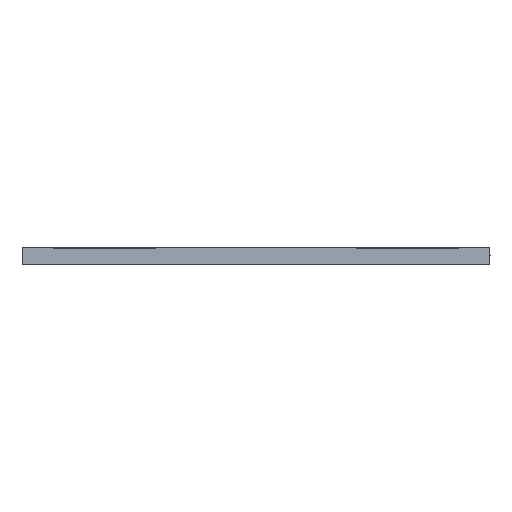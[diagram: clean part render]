
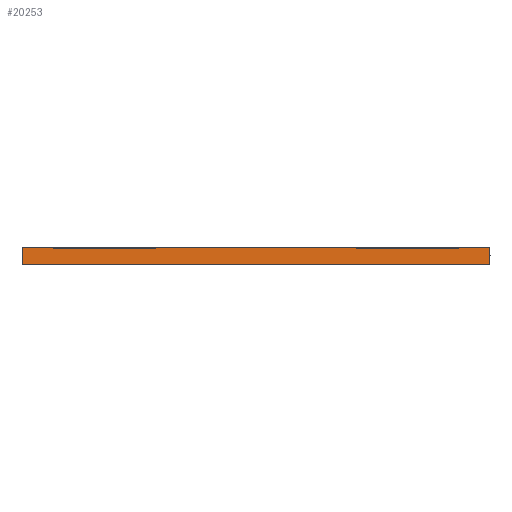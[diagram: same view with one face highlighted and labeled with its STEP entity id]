
A CAD part, top view. The second image highlights one B-rep face of the part: STEP entity #20253.
In plain terms, the highlighted planar face has unit normal (0, 0.035, 0.999).
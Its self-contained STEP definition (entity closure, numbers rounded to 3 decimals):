
#1=CARTESIAN_POINT('',(-550.,-1.967,536.172));
#2=CARTESIAN_POINT('',(-548.751,-1.968,536.172));
#3=CARTESIAN_POINT('',(-522.745,-1.987,536.173));
#4=CARTESIAN_POINT('',(-469.412,-2.022,536.174));
#5=CARTESIAN_POINT('',(-417.328,-2.039,536.174));
#6=CARTESIAN_POINT('',(-390.,-2.039,536.174));
#8=DIRECTION('',(1.,0.,0.));
#9=VECTOR('',#8,289.913);
#10=CARTESIAN_POINT('',(-390.,-2.039,536.174));
#11=LINE('',#10,#9);
#12=CARTESIAN_POINT('',(390.,-2.039,536.174));
#13=CARTESIAN_POINT('',(413.562,-2.039,536.174));
#14=CARTESIAN_POINT('',(460.322,-2.026,536.174));
#15=CARTESIAN_POINT('',(513.655,-1.993,536.173));
#16=CARTESIAN_POINT('',(543.426,-1.972,536.172));
#17=CARTESIAN_POINT('',(550.,-1.967,536.172));
#19=DIRECTION('',(0.,-0.999,0.035));
#20=VECTOR('',#19,38.056);
#21=CARTESIAN_POINT('',(-550.,-1.967,536.172));
#22=LINE('',#21,#20);
#117=DIRECTION('',(1.,0.,0.));
#118=VECTOR('',#117,1100.);
#119=CARTESIAN_POINT('',(-550.,-40.,537.5));
#120=LINE('',#119,#118);
#239=DIRECTION('',(0.,0.999,-0.035));
#240=VECTOR('',#239,38.056);
#241=CARTESIAN_POINT('',(550.,-40.,537.5));
#242=LINE('',#241,#240);
#354=CARTESIAN_POINT('',(390.,-2.039,536.174));
#355=CARTESIAN_POINT('',(387.707,-2.039,536.174));
#356=CARTESIAN_POINT('',(383.022,-2.039,536.174));
#357=CARTESIAN_POINT('',(375.166,-2.038,536.174));
#358=CARTESIAN_POINT('',(368.091,-2.038,536.174));
#359=CARTESIAN_POINT('',(359.85,-2.037,536.174));
#360=CARTESIAN_POINT('',(352.193,-2.036,536.174));
#361=CARTESIAN_POINT('',(343.898,-2.035,536.174));
#362=CARTESIAN_POINT('',(334.925,-2.034,536.174));
#363=CARTESIAN_POINT('',(325.342,-2.032,536.174));
#364=CARTESIAN_POINT('',(316.546,-2.03,536.174));
#365=CARTESIAN_POINT('',(306.827,-2.028,536.174));
#366=CARTESIAN_POINT('',(296.16,-2.025,536.174));
#367=CARTESIAN_POINT('',(286.024,-2.022,536.174));
#368=CARTESIAN_POINT('',(275.436,-2.019,536.174));
#369=CARTESIAN_POINT('',(264.088,-2.016,536.174));
#370=CARTESIAN_POINT('',(251.998,-2.012,536.173));
#371=CARTESIAN_POINT('',(240.723,-2.009,536.173));
#372=CARTESIAN_POINT('',(228.461,-2.005,536.173));
#373=CARTESIAN_POINT('',(215.231,-2.,536.173));
#374=CARTESIAN_POINT('',(202.608,-1.996,536.173));
#375=CARTESIAN_POINT('',(189.501,-1.991,536.173));
#376=CARTESIAN_POINT('',(175.611,-1.987,536.173));
#377=CARTESIAN_POINT('',(160.949,-1.982,536.172));
#378=CARTESIAN_POINT('',(146.805,-1.977,536.172));
#379=CARTESIAN_POINT('',(131.348,-1.972,536.172));
#380=CARTESIAN_POINT('',(116.346,-1.968,536.172));
#381=CARTESIAN_POINT('',(105.575,-1.965,536.172));
#382=CARTESIAN_POINT('',(100.087,-1.964,536.172));
#408=DIRECTION('',(-1.,0.,0.));
#409=VECTOR('',#408,100.087);
#410=CARTESIAN_POINT('',(100.087,-1.964,536.172));
#411=LINE('',#410,#409);
#417=DIRECTION('',(-1.,0.,0.));
#418=VECTOR('',#417,100.087);
#419=CARTESIAN_POINT('',(0.,-1.964,
536.172));
#420=LINE('',#419,#418);
#18465=CARTESIAN_POINT('',(-550.,-1.967,536.172));
#18466=CARTESIAN_POINT('',(-550.,-40.,537.5));
#18467=VERTEX_POINT('',#18465);
#18468=VERTEX_POINT('',#18466);
#18469=VERTEX_POINT('',#6);
#18470=CARTESIAN_POINT('',(-100.087,-1.964,
536.172));
#18471=VERTEX_POINT('',#18470);
#18472=CARTESIAN_POINT('',(0.,-1.964,
536.172));
#18473=VERTEX_POINT('',#18472);
#18474=CARTESIAN_POINT('',(100.087,-1.964,
536.172));
#18475=VERTEX_POINT('',#18474);
#18476=VERTEX_POINT('',#354);
#18477=VERTEX_POINT('',#17);
#18478=CARTESIAN_POINT('',(550.,-40.,537.5));
#18479=VERTEX_POINT('',#18478);
#20228=CARTESIAN_POINT('',(0.,-20.982,536.836));
#20229=DIRECTION('',(0.,0.035,0.999));
#20230=DIRECTION('',(0.,0.999,-0.035));
#20231=AXIS2_PLACEMENT_3D('',#20228,#20229,#20230);
#20232=PLANE('',#20231);
#20234=ORIENTED_EDGE('',*,*,#20233,.F.);
#20236=ORIENTED_EDGE('',*,*,#20235,.T.);
#20238=ORIENTED_EDGE('',*,*,#20237,.T.);
#20240=ORIENTED_EDGE('',*,*,#20239,.F.);
#20242=ORIENTED_EDGE('',*,*,#20241,.F.);
#20244=ORIENTED_EDGE('',*,*,#20243,.F.);
#20246=ORIENTED_EDGE('',*,*,#20245,.T.);
#20248=ORIENTED_EDGE('',*,*,#20247,.F.);
#20250=ORIENTED_EDGE('',*,*,#20249,.F.);
#20251=EDGE_LOOP('',(#20234,#20236,#20238,#20240,#20242,#20244,#20246,#20248,
#20250));
#20252=FACE_OUTER_BOUND('',#20251,.F.);
#20253=ADVANCED_FACE('',(#20252),#20232,.T.);
#7=B_SPLINE_CURVE_WITH_KNOTS('',3,(#1,#2,#3,#4,#5,#6),.UNSPECIFIED.,.F.,.F.,(4,
1,1,4),(0.,0.023,0.488,1.),.UNSPECIFIED.);
#18=B_SPLINE_CURVE_WITH_KNOTS('',3,(#12,#13,#14,#15,#16,#17),.UNSPECIFIED.,.F.,
.F.,(4,1,1,4),(0.,0.442,0.877,1.),.UNSPECIFIED.);
#383=B_SPLINE_CURVE_WITH_KNOTS('',3,(#354,#355,#356,#357,#358,#359,#360,#361,
#362,#363,#364,#365,#366,#367,#368,#369,#370,#371,#372,#373,#374,#375,#376,#377,
#378,#379,#380,#381,#382),.UNSPECIFIED.,.F.,.F.,(4,1,1,1,1,1,1,1,1,1,1,1,1,1,1,
1,1,1,1,1,1,1,1,1,1,1,4),(0.,0.038,0.077,
0.115,0.154,0.192,0.231,
0.269,0.308,0.346,0.385,
0.423,0.462,0.5,0.538,0.577,
0.615,0.654,0.692,0.731,
0.769,0.808,0.846,0.885,
0.923,0.962,1.),.UNSPECIFIED.);
#20233=EDGE_CURVE('',#18467,#18468,#22,.T.);
#20235=EDGE_CURVE('',#18467,#18469,#7,.T.);
#20237=EDGE_CURVE('',#18469,#18471,#11,.T.);
#20239=EDGE_CURVE('',#18473,#18471,#420,.T.);
#20241=EDGE_CURVE('',#18475,#18473,#411,.T.);
#20243=EDGE_CURVE('',#18476,#18475,#383,.T.);
#20245=EDGE_CURVE('',#18476,#18477,#18,.T.);
#20247=EDGE_CURVE('',#18479,#18477,#242,.T.);
#20249=EDGE_CURVE('',#18468,#18479,#120,.T.);
